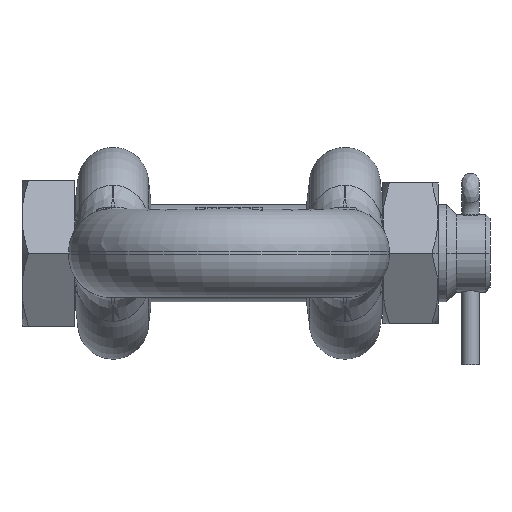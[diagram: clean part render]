
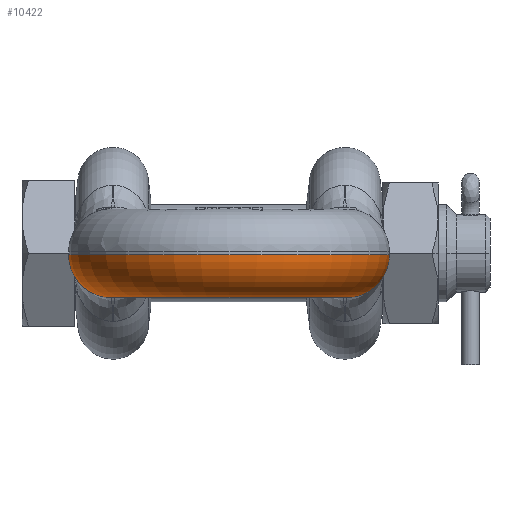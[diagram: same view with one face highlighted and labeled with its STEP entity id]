
A CAD part, front view. The second image highlights one B-rep face of the part: STEP entity #10422.
In plain terms, the highlighted toroidal (fillet/blend) face has major radius 42.291 mm and minor radius 15.367 mm.
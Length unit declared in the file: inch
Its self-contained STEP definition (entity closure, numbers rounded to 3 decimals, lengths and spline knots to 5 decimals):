
#4182=CARTESIAN_POINT('',(0.,-3.725,-0.625));
#4183=DIRECTION('',(0.,0.,-1.));
#4184=DIRECTION('',(1.,0.,0.));
#4185=AXIS2_PLACEMENT_3D('',#4182,#4183,#4184);
#4187=CARTESIAN_POINT('',(0.,-3.725,-0.02));
#4188=DIRECTION('',(0.,0.,-1.));
#4189=DIRECTION('',(1.,0.,0.));
#4190=AXIS2_PLACEMENT_3D('',#4187,#4188,#4189);
#4192=CARTESIAN_POINT('',(1.665,-3.725,-0.02));
#4193=DIRECTION('',(0.,-1.,0.));
#4194=DIRECTION('',(0.,0.,-1.));
#4195=AXIS2_PLACEMENT_3D('',#4192,#4193,#4194);
#4201=CARTESIAN_POINT('',(-1.665,-3.725,-0.02));
#4202=DIRECTION('',(0.,1.,0.));
#4203=DIRECTION('',(0.,0.,-1.));
#4204=AXIS2_PLACEMENT_3D('',#4201,#4202,#4203);
#4853=CARTESIAN_POINT('',(1.665,-3.725,-0.625));
#4854=CARTESIAN_POINT('',(-1.665,-3.725,-0.625));
#4855=VERTEX_POINT('',#4853);
#4856=VERTEX_POINT('',#4854);
#4857=CARTESIAN_POINT('',(2.27,-3.725,-0.02));
#4858=CARTESIAN_POINT('',(-2.27,-3.725,-0.02));
#4859=VERTEX_POINT('',#4857);
#4860=VERTEX_POINT('',#4858);
#10409=CARTESIAN_POINT('',(0.,-3.725,-0.02));
#10410=DIRECTION('',(0.,0.,1.));
#10411=DIRECTION('',(1.,0.006,0.));
#10412=AXIS2_PLACEMENT_3D('',#10409,#10410,#10411);
#10413=TOROIDAL_SURFACE('',#10412,1.665,0.605);
#10414=ORIENTED_EDGE('',*,*,#9217,.T.);
#10416=ORIENTED_EDGE('',*,*,#10415,.T.);
#10418=ORIENTED_EDGE('',*,*,#10417,.F.);
#10419=ORIENTED_EDGE('',*,*,#10400,.F.);
#10420=EDGE_LOOP('',(#10414,#10416,#10418,#10419));
#10421=FACE_OUTER_BOUND('',#10420,.F.);
#10422=ADVANCED_FACE('',(#10421),#10413,.T.);
#4186=CIRCLE('',#4185,1.665);
#4191=CIRCLE('',#4190,2.27);
#4196=CIRCLE('',#4195,0.605);
#4205=CIRCLE('',#4204,0.605);
#9217=EDGE_CURVE('',#4855,#4856,#4186,.T.);
#10400=EDGE_CURVE('',#4855,#4859,#4196,.T.);
#10415=EDGE_CURVE('',#4856,#4860,#4205,.T.);
#10417=EDGE_CURVE('',#4859,#4860,#4191,.T.);
